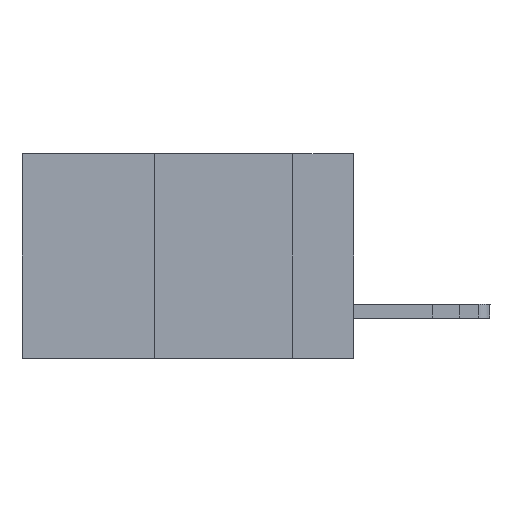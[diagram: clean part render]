
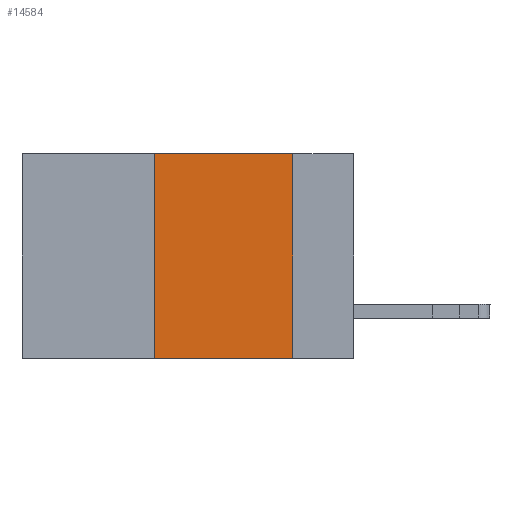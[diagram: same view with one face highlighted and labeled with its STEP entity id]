
A CAD part, left-side view. The second image highlights one B-rep face of the part: STEP entity #14584.
In plain terms, the highlighted planar face has unit normal (-1, 0, 0).
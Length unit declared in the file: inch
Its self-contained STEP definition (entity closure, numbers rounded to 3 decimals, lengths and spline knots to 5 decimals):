
#352 = VERTEX_POINT ( 'NONE', #3451 ) ;
#744 = CARTESIAN_POINT ( 'NONE',  ( 0., 0.11, 0. ) ) ;
#979 = EDGE_CURVE ( 'NONE', #10620, #12918, #15934, .T. ) ;
#1008 = CARTESIAN_POINT ( 'NONE',  ( 0., 0.36, 0. ) ) ;
#1227 = DIRECTION ( 'NONE',  ( 0., 0., 1. ) ) ;
#1337 = DIRECTION ( 'NONE',  ( 0., -1., 0. ) ) ;
#1345 = LINE ( 'NONE', #13602, #16818 ) ;
#2368 = AXIS2_PLACEMENT_3D ( 'NONE', #3563, #5128, #9254 ) ;
#3451 = CARTESIAN_POINT ( 'NONE',  ( 0., 0.36, -0.37 ) ) ;
#3563 = CARTESIAN_POINT ( 'NONE',  ( 0., 0.6, 0. ) ) ;
#3684 = EDGE_CURVE ( 'NONE', #4750, #10620, #7845, .T. ) ;
#4750 = VERTEX_POINT ( 'NONE', #1008 ) ;
#4824 = VECTOR ( 'NONE', #16138, 39.37008 ) ;
#5128 = DIRECTION ( 'NONE',  ( 1., 0., 0. ) ) ;
#5618 = EDGE_CURVE ( 'NONE', #352, #4750, #1345, .T. ) ;
#5791 = CARTESIAN_POINT ( 'NONE',  ( 0., 0.6, 0. ) ) ;
#6511 = ORIENTED_EDGE ( 'NONE', *, *, #5618, .F. ) ;
#7391 = DIRECTION ( 'NONE',  ( 0., -1., 0. ) ) ;
#7845 = LINE ( 'NONE', #5791, #13036 ) ;
#7906 = PLANE ( 'NONE',  #2368 ) ;
#8226 = FACE_OUTER_BOUND ( 'NONE', #11357, .T. ) ;
#8306 = CARTESIAN_POINT ( 'NONE',  ( 0., 0.6, -0.37 ) ) ;
#8841 = LINE ( 'NONE', #8306, #13354 ) ;
#9254 = DIRECTION ( 'NONE',  ( 0., 0., -1. ) ) ;
#9344 = CARTESIAN_POINT ( 'NONE',  ( 0., 0.11, 0. ) ) ;
#10620 = VERTEX_POINT ( 'NONE', #9344 ) ;
#11357 = EDGE_LOOP ( 'NONE', ( #14172, #16749, #6511, #17394 ) ) ;
#12083 = CARTESIAN_POINT ( 'NONE',  ( 0., 0.11, -0.37 ) ) ;
#12918 = VERTEX_POINT ( 'NONE', #12083 ) ;
#13036 = VECTOR ( 'NONE', #7391, 39.37008 ) ;
#13354 = VECTOR ( 'NONE', #1337, 39.37008 ) ;
#13602 = CARTESIAN_POINT ( 'NONE',  ( 0., 0.36, 0. ) ) ;
#14172 = ORIENTED_EDGE ( 'NONE', *, *, #979, .F. ) ;
#14584 = ADVANCED_FACE ( 'NONE', ( #8226 ), #7906, .F. ) ;
#15518 = EDGE_CURVE ( 'NONE', #352, #12918, #8841, .T. ) ;
#15934 = LINE ( 'NONE', #744, #4824 ) ;
#16138 = DIRECTION ( 'NONE',  ( 0., 0., -1. ) ) ;
#16749 = ORIENTED_EDGE ( 'NONE', *, *, #3684, .F. ) ;
#16818 = VECTOR ( 'NONE', #1227, 39.37008 ) ;
#17394 = ORIENTED_EDGE ( 'NONE', *, *, #15518, .T. ) ;
